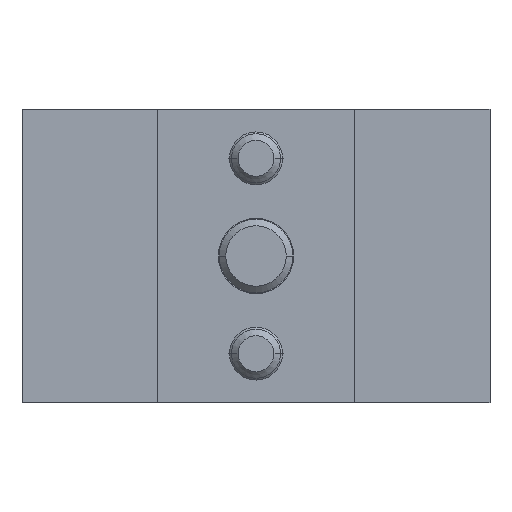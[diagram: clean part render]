
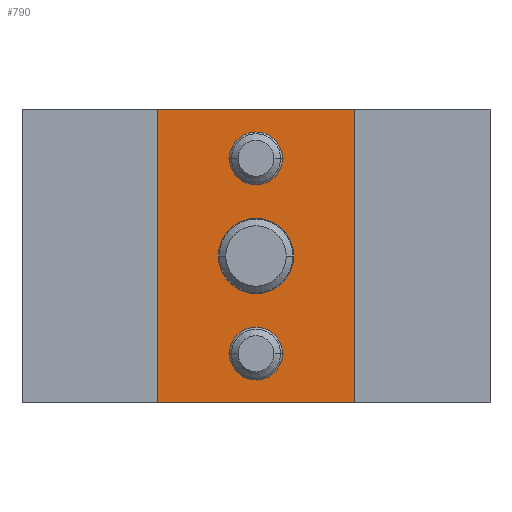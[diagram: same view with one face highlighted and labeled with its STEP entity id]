
A CAD part, front view. The second image highlights one B-rep face of the part: STEP entity #790.
In plain terms, the highlighted planar face has unit normal (0, -1, 0).
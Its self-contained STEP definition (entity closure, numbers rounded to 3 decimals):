
#574=VERTEX_POINT('',#1605);
#670=VERTEX_POINT('',#1710);
#698=EDGE_CURVE('',#1166,#1542,#1739,.T.);
#728=EDGE_CURVE('',#956,#1074,#1773,.T.);
#746=VERTEX_POINT('',#1791);
#760=EDGE_CURVE('',#884,#958,#1806,.T.);
#766=EDGE_CURVE('',#806,#670,#1812,.T.);
#790=ADVANCED_FACE('',(#1837,#1838,#1839,#1840),#1841,.T.);
#806=VERTEX_POINT('',#1858);
#884=VERTEX_POINT('',#1944);
#956=VERTEX_POINT('',#2022);
#958=VERTEX_POINT('',#2024);
#990=EDGE_CURVE('',#958,#574,#2059,.T.);
#1054=EDGE_CURVE('',#884,#746,#2130,.T.);
#1060=EDGE_CURVE('',#574,#746,#2136,.T.);
#1074=VERTEX_POINT('',#2151);
#1104=EDGE_CURVE('',#670,#806,#2188,.T.);
#1106=EDGE_CURVE('',#1542,#1166,#2190,.T.);
#1166=VERTEX_POINT('',#2259);
#1414=EDGE_CURVE('',#1074,#956,#2534,.T.);
#1542=VERTEX_POINT('',#2676);
#1605=CARTESIAN_POINT('',(8.05,0.,11.95));
#1710=CARTESIAN_POINT('',(2.15,0.,7.95));
#1739=CIRCLE('',#2938,2.15);
#1773=CIRCLE('',#2995,3.06);
#1791=CARTESIAN_POINT('',(-8.05,0.,11.95));
#1806=LINE('',#3044,#3045);
#1812=CIRCLE('',#3054,2.15);
#1837=FACE_BOUND('',#3092,.T.);
#1838=FACE_BOUND('',#3093,.T.);
#1839=FACE_BOUND('',#3094,.T.);
#1840=FACE_OUTER_BOUND('',#3095,.T.);
#1841=PLANE('',#3096);
#1858=CARTESIAN_POINT('',(-2.15,0.,7.95));
#1944=CARTESIAN_POINT('',(-8.05,0.,-11.95));
#2022=CARTESIAN_POINT('',(-3.06,0.0,0.));
#2024=CARTESIAN_POINT('',(8.05,0.,-11.95));
#2059=LINE('',#3425,#3426);
#2130=LINE('',#3529,#3530);
#2136=LINE('',#3539,#3540);
#2151=CARTESIAN_POINT('',(3.06,0.0,0.));
#2188=CIRCLE('',#3606,2.15);
#2190=CIRCLE('',#3609,2.15);
#2259=CARTESIAN_POINT('',(-2.15,0.,-7.95));
#2534=CIRCLE('',#4069,3.06);
#2676=CARTESIAN_POINT('',(2.15,0.,-7.95));
#2938=AXIS2_PLACEMENT_3D('',#4419,#4420,#4421);
#2995=AXIS2_PLACEMENT_3D('',#4461,#4462,#4463);
#3044=CARTESIAN_POINT('',(-8.05,0.,-11.95));
#3045=VECTOR('',#4485,1.0);
#3054=AXIS2_PLACEMENT_3D('',#4487,#4488,#4489);
#3092=EDGE_LOOP('',(#4508,#4509));
#3093=EDGE_LOOP('',(#4510,#4511));
#3094=EDGE_LOOP('',(#4512,#4513));
#3095=EDGE_LOOP('',(#4514,#4515,#4516,#4517));
#3096=AXIS2_PLACEMENT_3D('',#4518,#4519,#4520);
#3425=CARTESIAN_POINT('',(8.05,0.,-11.95));
#3426=VECTOR('',#4761,1.0);
#3529=CARTESIAN_POINT('',(-8.05,0.,-11.95));
#3530=VECTOR('',#4839,1.0);
#3539=CARTESIAN_POINT('',(-8.05,0.,11.95));
#3540=VECTOR('',#4841,1.0);
#3606=AXIS2_PLACEMENT_3D('',#4905,#4906,#4907);
#3609=AXIS2_PLACEMENT_3D('',#4908,#4909,#4910);
#4069=AXIS2_PLACEMENT_3D('',#5316,#5317,#5318);
#4419=CARTESIAN_POINT('',(0.,0.,-7.95));
#4420=DIRECTION('',(-0.0,1.0,0.0));
#4421=DIRECTION('',(1.0,0.0,0.0));
#4461=CARTESIAN_POINT('',(0.0,0.0,0.0));
#4462=DIRECTION('',(-0.0,1.0,0.0));
#4463=DIRECTION('',(1.0,0.0,0.0));
#4485=DIRECTION('',(1.0,0.0,0.0));
#4487=CARTESIAN_POINT('',(0.,0.,7.95));
#4488=DIRECTION('',(-0.0,1.0,0.0));
#4489=DIRECTION('',(1.0,0.0,0.0));
#4508=ORIENTED_EDGE('',*,*,#766,.T.);
#4509=ORIENTED_EDGE('',*,*,#1104,.T.);
#4510=ORIENTED_EDGE('',*,*,#698,.T.);
#4511=ORIENTED_EDGE('',*,*,#1106,.T.);
#4512=ORIENTED_EDGE('',*,*,#728,.T.);
#4513=ORIENTED_EDGE('',*,*,#1414,.T.);
#4514=ORIENTED_EDGE('',*,*,#1060,.T.);
#4515=ORIENTED_EDGE('',*,*,#1054,.F.);
#4516=ORIENTED_EDGE('',*,*,#760,.T.);
#4517=ORIENTED_EDGE('',*,*,#990,.T.);
#4518=CARTESIAN_POINT('',(8.05,0.,-11.95));
#4519=DIRECTION('',(0.0,-1.0,0.0));
#4520=DIRECTION('',(1.0,0.0,0.0));
#4761=DIRECTION('',(0.0,0.0,1.0));
#4839=DIRECTION('',(0.0,0.0,1.0));
#4841=DIRECTION('',(-1.0,-0.0,-0.0));
#4905=CARTESIAN_POINT('',(0.,0.,7.95));
#4906=DIRECTION('',(-0.0,1.0,0.0));
#4907=DIRECTION('',(1.0,0.0,0.0));
#4908=CARTESIAN_POINT('',(0.,0.,-7.95));
#4909=DIRECTION('',(-0.0,1.0,0.0));
#4910=DIRECTION('',(1.0,0.0,0.0));
#5316=CARTESIAN_POINT('',(0.0,0.0,0.0));
#5317=DIRECTION('',(-0.0,1.0,0.0));
#5318=DIRECTION('',(1.0,0.0,0.0));
